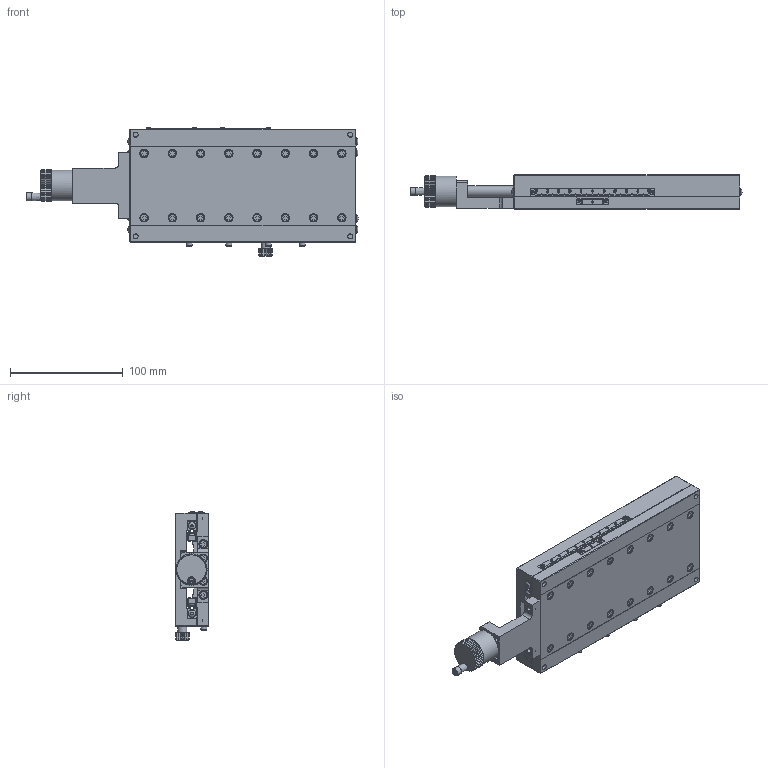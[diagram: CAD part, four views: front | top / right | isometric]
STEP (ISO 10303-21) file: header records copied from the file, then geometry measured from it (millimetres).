
FILE_DESCRIPTION (( 'STEP AP203' ), '1' );
FILE_NAME ('528858.STEP', '2024-10-17T01:30:31', ( 'Windows User' ), ( 'P R C' ), 'SwSTEP 2.0', 'SolidWorks 2020', '' );
FILE_SCHEMA (( 'CONFIG_CONTROL_DESIGN' ));
Products named in the file (1): 528858
Bounding box: 293.85 x 30 x 113.6 mm (x, y, z)
Volume: 534866.5 mm3; surface area: 146572.5 mm2
Topology: 2 solids, 2 shells, 2685 faces, 6611 edges, 4241 vertices
Faces by surface type: plane 2221, cylinder 212, cone 182, bspline 62, torus 8
Full cylindrical faces by diameter (mm): 3.242 x29, 3.4 x16, 3.8 x4, 4 x16, 4.5 x4, 5 x1, 5.2 x1, 5.5 x8, 6 x35, 6.9 x6, 7 x21, 7.5 x18, 8 x8, 9 x1, 10 x2, 27 x1
Entity records: 80187 total; most frequent: CARTESIAN_POINT 18777, ORIENTED_EDGE 12516, DIRECTION 11747, EDGE_CURVE 6258, LINE 5159, VECTOR 5159, VERTEX_POINT 4184, EDGE_LOOP 3326
